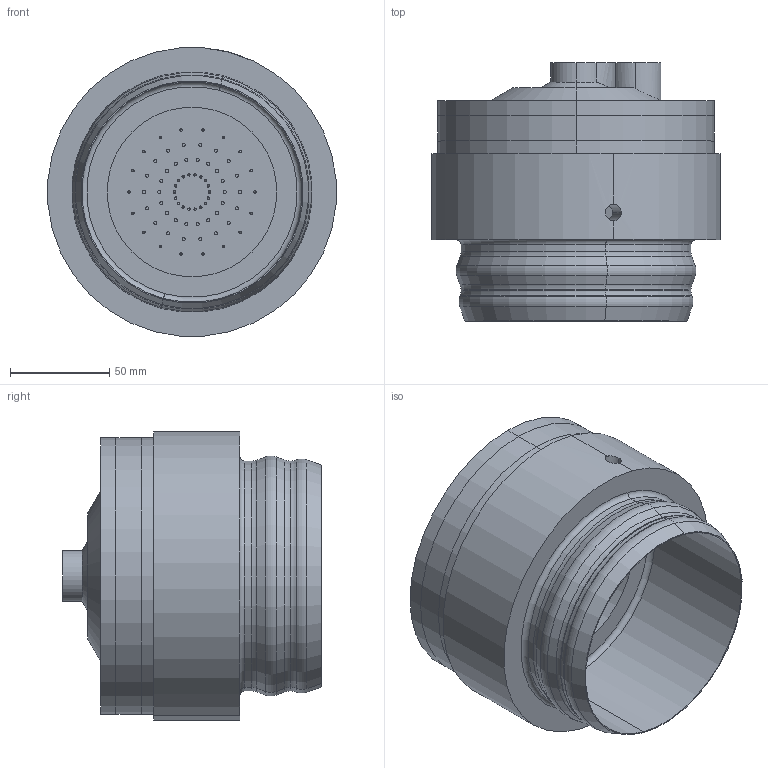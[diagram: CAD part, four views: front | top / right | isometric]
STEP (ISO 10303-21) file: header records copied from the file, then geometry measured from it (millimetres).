
FILE_DESCRIPTION (( 'STEP AP203' ), '1' );
FILE_NAME ('Injector Assembly V4-2.STEP', '2022-03-30T18:32:25', ( '' ), ( '' ), 'SwSTEP 2.0', 'SolidWorks 2021', '' );
FILE_SCHEMA (( 'CONFIG_CONTROL_DESIGN' ));
Length unit declared in the file: inch
Products named in the file (5): FLANGE; Injector V4; Distribution Plate V4; Top Plate V4; Injector Assembly V4-2
Assembly tree (4 placements, depth 2):
  Injector Assembly V4-2
    Injector V4
    FLANGE
    Distribution Plate V4
    Top Plate V4
Bounding box: 145.49 x 130.48 x 145.49 mm (x, y, z)
Volume: 813850.4 mm3; surface area: 214747.4 mm2
Topology: 4 solids, 4 shells, 447 faces, 1207 edges, 790 vertices
Faces by surface type: cylinder 354, plane 45, cone 32, torus 14, bspline 2
Entity records: 16477 total; most frequent: CARTESIAN_POINT 4270, DIRECTION 2440, ORIENTED_EDGE 2414, EDGE_CURVE 1207, AXIS2_PLACEMENT_3D 1024, VERTEX_POINT 790, EDGE_LOOP 743, CIRCLE 572
